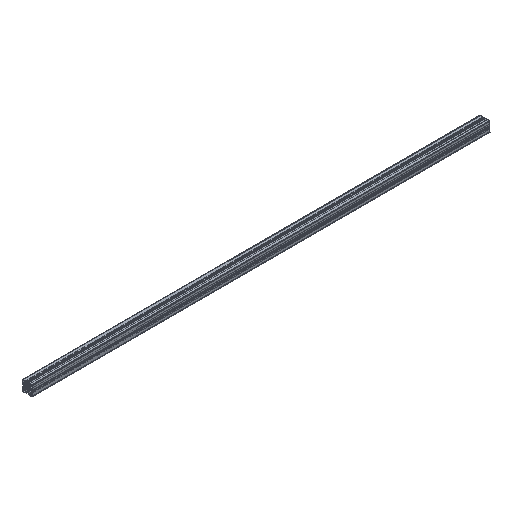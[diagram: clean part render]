
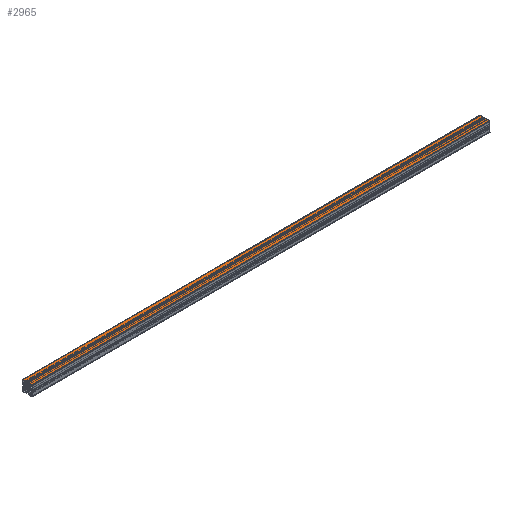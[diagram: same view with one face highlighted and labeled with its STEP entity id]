
A CAD part, isometric view. The second image highlights one B-rep face of the part: STEP entity #2965.
In plain terms, the highlighted planar face has unit normal (0, 0, 1).
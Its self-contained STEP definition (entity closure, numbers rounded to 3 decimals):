
#345=FACE_OUTER_BOUND('',#493,.T.);
#493=EDGE_LOOP('',(#2374,#2375,#2376,#2377));
#791=LINE('',#4873,#1101);
#792=LINE('',#4876,#1102);
#793=LINE('',#4878,#1103);
#794=LINE('',#4879,#1104);
#1101=VECTOR('',#3995,1.);
#1102=VECTOR('',#3998,1.);
#1103=VECTOR('',#3999,1.);
#1104=VECTOR('',#4000,1.);
#1398=VERTEX_POINT('',#4869);
#1399=VERTEX_POINT('',#4871);
#1400=VERTEX_POINT('',#4875);
#1401=VERTEX_POINT('',#4877);
#1813=EDGE_CURVE('',#1398,#1399,#791,.T.);
#1814=EDGE_CURVE('',#1398,#1400,#792,.T.);
#1815=EDGE_CURVE('',#1401,#1399,#793,.T.);
#1816=EDGE_CURVE('',#1400,#1401,#794,.T.);
#2374=ORIENTED_EDGE('',*,*,#1814,.F.);
#2375=ORIENTED_EDGE('',*,*,#1813,.T.);
#2376=ORIENTED_EDGE('',*,*,#1815,.F.);
#2377=ORIENTED_EDGE('',*,*,#1816,.F.);
#2826=PLANE('',#3225);
#2965=ADVANCED_FACE('',(#345),#2826,.T.);
#3225=AXIS2_PLACEMENT_3D('',#4874,#3996,#3997);
#3995=DIRECTION('',(1.,0.,0.));
#3996=DIRECTION('center_axis',(0.,0.,1.));
#3997=DIRECTION('ref_axis',(0.,-1.,0.));
#3998=DIRECTION('',(0.,1.,0.));
#3999=DIRECTION('',(0.,-1.,0.));
#4000=DIRECTION('',(1.,0.,0.));
#4869=CARTESIAN_POINT('',(0.,2.5,45.));
#4871=CARTESIAN_POINT('',(2000.,2.5,45.));
#4873=CARTESIAN_POINT('',(0.,2.5,45.));
#4874=CARTESIAN_POINT('Origin',(0.,42.5,45.));
#4875=CARTESIAN_POINT('',(0.,42.5,45.));
#4876=CARTESIAN_POINT('',(0.,2.5,45.));
#4877=CARTESIAN_POINT('',(2000.,42.5,45.));
#4878=CARTESIAN_POINT('',(2000.,2.5,45.));
#4879=CARTESIAN_POINT('',(0.,42.5,45.));
